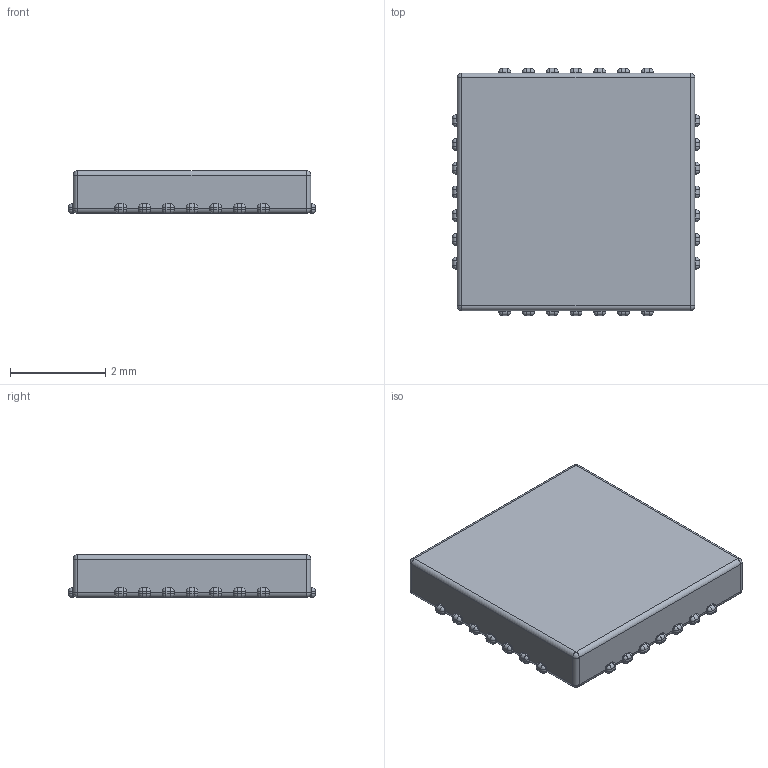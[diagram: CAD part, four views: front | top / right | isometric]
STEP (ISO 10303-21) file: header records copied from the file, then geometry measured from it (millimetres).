
FILE_DESCRIPTION(('FreeCAD Model'),'2;1');
FILE_NAME('Open CASCADE Shape Model','2023-08-13T08:03:39',(''),(''), 'Open CASCADE STEP processor 7.6','FreeCAD','Unknown');
FILE_SCHEMA(('AUTOMOTIVE_DESIGN { 1 0 10303 214 1 1 1 1 }'));
Length unit declared in the file: millimetre
Products named in the file (5): Unnamed; Terminals; Terminals_OneSide; Terminals_OneSide_Single; Case
Assembly tree (13 placements, depth 4):
  Unnamed
    Terminals
      Terminals_OneSide  x4
        Terminals_OneSide_Single
    Case
Bounding box: 5.2 x 5.2 x 0.9 mm (x, y, z)
Volume: 22.5 mm3; surface area: 70 mm2
Topology: 29 solids, 29 shells, 530 faces, 1176 edges, 584 vertices
Faces by surface type: cylinder 236, plane 174, sphere 120
Entity records: 2353 total; most frequent: DIRECTION 406, CARTESIAN_POINT 366, LINE 208, VECTOR 208, ORIENTED_EDGE 168, PCURVE 168, DEFINITIONAL_REPRESENTATION 168, AXIS2_PLACEMENT_3D 98
